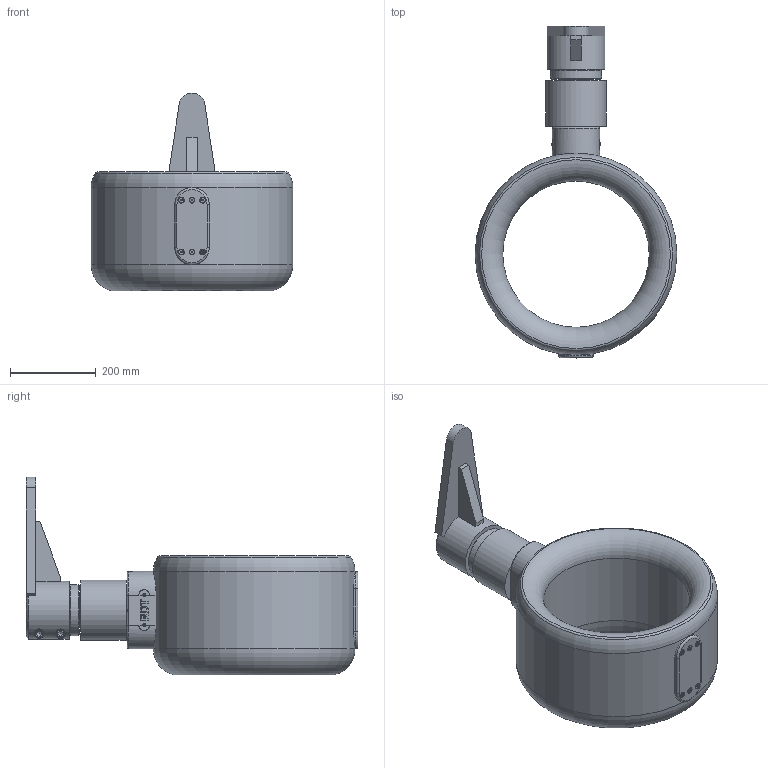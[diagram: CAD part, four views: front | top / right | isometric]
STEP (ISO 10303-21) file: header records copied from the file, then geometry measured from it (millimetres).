
FILE_DESCRIPTION (( 'STEP AP214' ), '1' );
FILE_NAME ('P-087-330-rev-A-M341.STEP', '2025-09-17T05:42:17', ( '' ), ( '' ), 'SwSTEP 2.0', 'SolidWorks 2024', '' );
FILE_SCHEMA (( 'AUTOMOTIVE_DESIGN' ));
Length unit declared in the file: millimetre
Products named in the file (1): P-087-330-rev-A-M341
Bounding box: 470 x 772.64 x 461.03 mm (x, y, z)
Volume: 25858179.2 mm3; surface area: 1022835.4 mm2
Topology: 1 solids, 1 shells, 360 faces, 927 edges, 593 vertices
Faces by surface type: plane 222, cylinder 51, bspline 42, cone 25, torus 16, sphere 4
Full cylindrical faces by diameter (mm): 4 x4, 4.2 x4, 6.6 x1, 7.6 x4, 11.57 x6, 12 x2, 21 x2, 22 x2, 82.991 x1, 83 x1, 105 x1, 119 x1, 135 x1, 140 x1, 341 x1
Entity records: 19466 total; most frequent: CARTESIAN_POINT 7787, ORIENTED_EDGE 1630, DIRECTION 1405, EDGE_CURVE 815, VERTEX_POINT 549, AXIS2_PLACEMENT_3D 483, EDGE_LOOP 462, VECTOR 439
